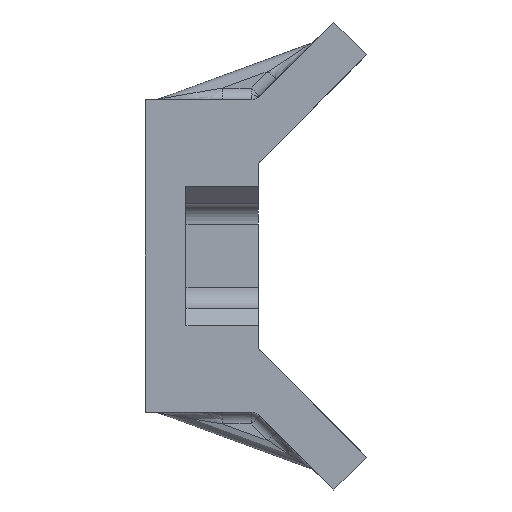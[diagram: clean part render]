
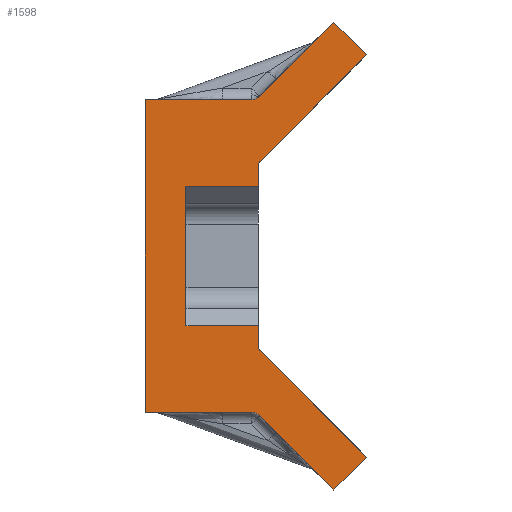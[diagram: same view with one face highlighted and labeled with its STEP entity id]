
A CAD part, left-side view. The second image highlights one B-rep face of the part: STEP entity #1598.
In plain terms, the highlighted planar face has unit normal (-1, 0, 0).
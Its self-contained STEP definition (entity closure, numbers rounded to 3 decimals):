
#305=CARTESIAN_POINT('Vertex',(-38.5,-16.871,-16.361)) ;
#308=CARTESIAN_POINT('Line Origine',(-38.5,-26.062,-25.552)) ;
#312=CARTESIAN_POINT('Vertex',(-38.5,-35.252,-34.743)) ;
#624=CARTESIAN_POINT('Vertex',(-38.5,-29.596,-40.4)) ;
#627=CARTESIAN_POINT('Line Origine',(-38.5,-23.189,-33.993)) ;
#631=CARTESIAN_POINT('Vertex',(-38.5,-16.781,-27.586)) ;
#1457=CARTESIAN_POINT('Vertex',(-38.5,-16.578,-15.654)) ;
#1460=CARTESIAN_POINT('Axis2P3D Location',(-38.5,-17.578,-15.654)) ;
#1472=CARTESIAN_POINT('Axis2P3D Location',(-38.5,0.,0.)) ;
#1477=CARTESIAN_POINT('Line Origine',(-38.5,2.922,0.)) ;
#1481=CARTESIAN_POINT('Vertex',(-38.5,2.922,-27.)) ;
#1483=CARTESIAN_POINT('Vertex',(-38.5,2.922,27.)) ;
#1486=CARTESIAN_POINT('Line Origine',(-38.5,-6.223,-27.)) ;
#1490=CARTESIAN_POINT('Vertex',(-38.5,-15.367,-27.)) ;
#1493=CARTESIAN_POINT('Axis2P3D Location',(-38.5,-15.367,-29.)) ;
#1498=CARTESIAN_POINT('Line Origine',(-38.5,-32.424,-37.572)) ;
#1503=CARTESIAN_POINT('Line Origine',(-38.5,-16.578,-13.827)) ;
#1507=CARTESIAN_POINT('Vertex',(-38.5,-16.578,-12.)) ;
#1510=CARTESIAN_POINT('Line Origine',(-38.5,-10.328,-12.)) ;
#1514=CARTESIAN_POINT('Vertex',(-38.5,-4.078,-12.)) ;
#1517=CARTESIAN_POINT('Line Origine',(-38.5,-4.078,0.)) ;
#1521=CARTESIAN_POINT('Vertex',(-38.5,-4.078,12.)) ;
#1524=CARTESIAN_POINT('Line Origine',(-38.5,-10.328,12.)) ;
#1528=CARTESIAN_POINT('Vertex',(-38.5,-16.578,12.)) ;
#1531=CARTESIAN_POINT('Line Origine',(-38.5,-16.578,13.827)) ;
#1535=CARTESIAN_POINT('Vertex',(-38.5,-16.578,15.654)) ;
#1538=CARTESIAN_POINT('Axis2P3D Location',(-38.5,-17.578,15.654)) ;
#1542=CARTESIAN_POINT('Vertex',(-38.5,-16.871,16.361)) ;
#1545=CARTESIAN_POINT('Line Origine',(-38.5,-26.062,25.552)) ;
#1549=CARTESIAN_POINT('Vertex',(-38.5,-35.252,34.743)) ;
#1552=CARTESIAN_POINT('Line Origine',(-38.5,-32.424,37.572)) ;
#1556=CARTESIAN_POINT('Vertex',(-38.5,-29.596,40.4)) ;
#1559=CARTESIAN_POINT('Line Origine',(-38.5,-23.189,33.993)) ;
#1563=CARTESIAN_POINT('Vertex',(-38.5,-16.781,27.586)) ;
#1566=CARTESIAN_POINT('Axis2P3D Location',(-38.5,-15.367,29.)) ;
#1570=CARTESIAN_POINT('Vertex',(-38.5,-15.367,27.)) ;
#1573=CARTESIAN_POINT('Line Origine',(-38.5,-6.223,27.)) ;
#309=DIRECTION('Vector Direction',(0.,-0.707,-0.707)) ;
#628=DIRECTION('Vector Direction',(0.,0.707,0.707)) ;
#1461=DIRECTION('Axis2P3D Direction',(1.,0.,0.)) ;
#1473=DIRECTION('Axis2P3D Direction',(1.,0.,0.)) ;
#1474=DIRECTION('Axis2P3D XDirection',(0.,1.,0.)) ;
#1478=DIRECTION('Vector Direction',(0.,0.,-1.)) ;
#1487=DIRECTION('Vector Direction',(0.,1.,0.)) ;
#1494=DIRECTION('Axis2P3D Direction',(1.,0.,0.)) ;
#1499=DIRECTION('Vector Direction',(0.,0.707,-0.707)) ;
#1504=DIRECTION('Vector Direction',(0.,0.,-1.)) ;
#1511=DIRECTION('Vector Direction',(0.,-1.,0.)) ;
#1518=DIRECTION('Vector Direction',(0.,0.,-1.)) ;
#1525=DIRECTION('Vector Direction',(0.,1.,0.)) ;
#1532=DIRECTION('Vector Direction',(0.,0.,-1.)) ;
#1539=DIRECTION('Axis2P3D Direction',(1.,0.,0.)) ;
#1546=DIRECTION('Vector Direction',(0.,-0.707,0.707)) ;
#1553=DIRECTION('Vector Direction',(0.,-0.707,-0.707)) ;
#1560=DIRECTION('Vector Direction',(0.,-0.707,0.707)) ;
#1567=DIRECTION('Axis2P3D Direction',(1.,0.,0.)) ;
#1574=DIRECTION('Vector Direction',(0.,1.,0.)) ;
#1462=AXIS2_PLACEMENT_3D('Circle Axis2P3D',#1460,#1461,$) ;
#1475=AXIS2_PLACEMENT_3D('Plane Axis2P3D',#1472,#1473,#1474) ;
#1495=AXIS2_PLACEMENT_3D('Circle Axis2P3D',#1493,#1494,$) ;
#1540=AXIS2_PLACEMENT_3D('Circle Axis2P3D',#1538,#1539,$) ;
#1568=AXIS2_PLACEMENT_3D('Circle Axis2P3D',#1566,#1567,$) ;
#1579=ORIENTED_EDGE('',*,*,#1485,.F.) ;
#1580=ORIENTED_EDGE('',*,*,#1492,.T.) ;
#1581=ORIENTED_EDGE('',*,*,#1497,.T.) ;
#1582=ORIENTED_EDGE('',*,*,#633,.T.) ;
#1583=ORIENTED_EDGE('',*,*,#1502,.F.) ;
#1584=ORIENTED_EDGE('',*,*,#314,.F.) ;
#1585=ORIENTED_EDGE('',*,*,#1464,.F.) ;
#1586=ORIENTED_EDGE('',*,*,#1509,.F.) ;
#1587=ORIENTED_EDGE('',*,*,#1516,.F.) ;
#1588=ORIENTED_EDGE('',*,*,#1523,.F.) ;
#1589=ORIENTED_EDGE('',*,*,#1530,.T.) ;
#1590=ORIENTED_EDGE('',*,*,#1537,.F.) ;
#1591=ORIENTED_EDGE('',*,*,#1544,.F.) ;
#1592=ORIENTED_EDGE('',*,*,#1551,.F.) ;
#1593=ORIENTED_EDGE('',*,*,#1558,.T.) ;
#1594=ORIENTED_EDGE('',*,*,#1565,.F.) ;
#1595=ORIENTED_EDGE('',*,*,#1572,.T.) ;
#1596=ORIENTED_EDGE('',*,*,#1577,.T.) ;
#310=VECTOR('Line Direction',#309,1.) ;
#629=VECTOR('Line Direction',#628,1.) ;
#1479=VECTOR('Line Direction',#1478,1.) ;
#1488=VECTOR('Line Direction',#1487,1.) ;
#1500=VECTOR('Line Direction',#1499,1.) ;
#1505=VECTOR('Line Direction',#1504,1.) ;
#1512=VECTOR('Line Direction',#1511,1.) ;
#1519=VECTOR('Line Direction',#1518,1.) ;
#1526=VECTOR('Line Direction',#1525,1.) ;
#1533=VECTOR('Line Direction',#1532,1.) ;
#1547=VECTOR('Line Direction',#1546,1.) ;
#1554=VECTOR('Line Direction',#1553,1.) ;
#1561=VECTOR('Line Direction',#1560,1.) ;
#1575=VECTOR('Line Direction',#1574,1.) ;
#1598=ADVANCED_FACE('\X2\96F64EF651E04F554F53\X0\',(#1597),#1476,.F.) ;
#1463=CIRCLE('generated circle',#1462,1.) ;
#1496=CIRCLE('generated circle',#1495,2.) ;
#1541=CIRCLE('generated circle',#1540,1.) ;
#1569=CIRCLE('generated circle',#1568,2.) ;
#314=EDGE_CURVE('',#306,#313,#311,.T.) ;
#633=EDGE_CURVE('',#632,#625,#630,.F.) ;
#1464=EDGE_CURVE('',#1458,#306,#1463,.F.) ;
#1485=EDGE_CURVE('',#1482,#1484,#1480,.F.) ;
#1492=EDGE_CURVE('',#1482,#1491,#1489,.F.) ;
#1497=EDGE_CURVE('',#1491,#632,#1496,.T.) ;
#1502=EDGE_CURVE('',#313,#625,#1501,.T.) ;
#1509=EDGE_CURVE('',#1508,#1458,#1506,.T.) ;
#1516=EDGE_CURVE('',#1515,#1508,#1513,.T.) ;
#1523=EDGE_CURVE('',#1522,#1515,#1520,.T.) ;
#1530=EDGE_CURVE('',#1522,#1529,#1527,.F.) ;
#1537=EDGE_CURVE('',#1536,#1529,#1534,.T.) ;
#1544=EDGE_CURVE('',#1543,#1536,#1541,.F.) ;
#1551=EDGE_CURVE('',#1550,#1543,#1548,.F.) ;
#1558=EDGE_CURVE('',#1550,#1557,#1555,.F.) ;
#1565=EDGE_CURVE('',#1564,#1557,#1562,.T.) ;
#1572=EDGE_CURVE('',#1564,#1571,#1569,.T.) ;
#1577=EDGE_CURVE('',#1571,#1484,#1576,.T.) ;
#1578=EDGE_LOOP('',(#1579,#1580,#1581,#1582,#1583,#1584,#1585,#1586,#1587,#1588,#1589,#1590,#1591,#1592,#1593,#1594,#1595,#1596)) ;
#1597=FACE_OUTER_BOUND('',#1578,.T.) ;
#311=LINE('Line',#308,#310) ;
#630=LINE('Line',#627,#629) ;
#1480=LINE('Line',#1477,#1479) ;
#1489=LINE('Line',#1486,#1488) ;
#1501=LINE('Line',#1498,#1500) ;
#1506=LINE('Line',#1503,#1505) ;
#1513=LINE('Line',#1510,#1512) ;
#1520=LINE('Line',#1517,#1519) ;
#1527=LINE('Line',#1524,#1526) ;
#1534=LINE('Line',#1531,#1533) ;
#1548=LINE('Line',#1545,#1547) ;
#1555=LINE('Line',#1552,#1554) ;
#1562=LINE('Line',#1559,#1561) ;
#1576=LINE('Line',#1573,#1575) ;
#1476=PLANE('',#1475) ;
#306=VERTEX_POINT('',#305) ;
#313=VERTEX_POINT('',#312) ;
#625=VERTEX_POINT('',#624) ;
#632=VERTEX_POINT('',#631) ;
#1458=VERTEX_POINT('',#1457) ;
#1482=VERTEX_POINT('',#1481) ;
#1484=VERTEX_POINT('',#1483) ;
#1491=VERTEX_POINT('',#1490) ;
#1508=VERTEX_POINT('',#1507) ;
#1515=VERTEX_POINT('',#1514) ;
#1522=VERTEX_POINT('',#1521) ;
#1529=VERTEX_POINT('',#1528) ;
#1536=VERTEX_POINT('',#1535) ;
#1543=VERTEX_POINT('',#1542) ;
#1550=VERTEX_POINT('',#1549) ;
#1557=VERTEX_POINT('',#1556) ;
#1564=VERTEX_POINT('',#1563) ;
#1571=VERTEX_POINT('',#1570) ;
